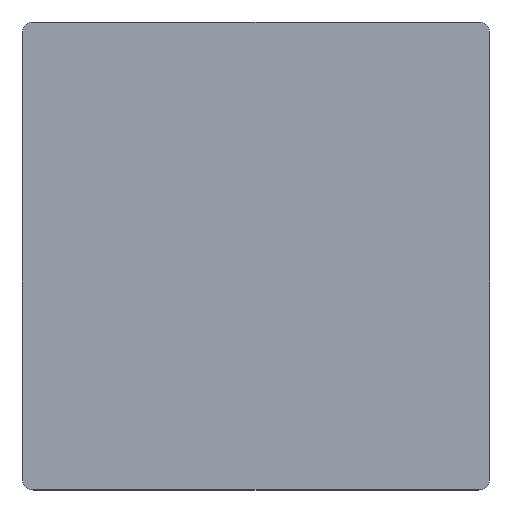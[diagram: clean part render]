
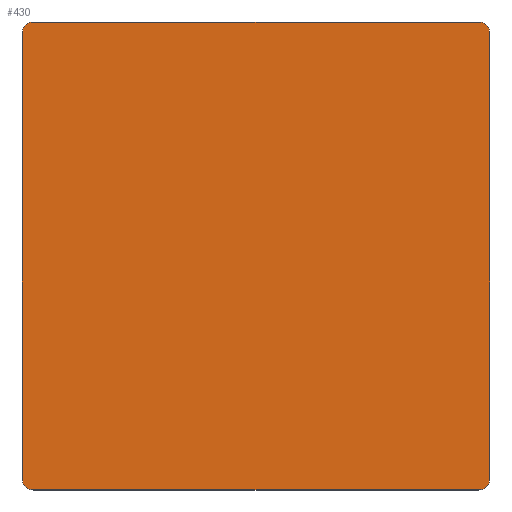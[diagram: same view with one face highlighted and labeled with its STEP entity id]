
A CAD part, top view. The second image highlights one B-rep face of the part: STEP entity #430.
In plain terms, the highlighted planar face has unit normal (0, 0, 1).
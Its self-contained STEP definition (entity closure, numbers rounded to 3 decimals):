
#21 = EDGE_CURVE ( 'NONE', #459, #40, #1230, .T. ) ;
#40 = VERTEX_POINT ( 'NONE', #384 ) ;
#51 = EDGE_CURVE ( 'NONE', #1226, #299, #779, .T. ) ;
#79 = CARTESIAN_POINT ( 'NONE',  ( -20., 20., 3. ) ) ;
#112 = CARTESIAN_POINT ( 'NONE',  ( 20., -20., 3. ) ) ;
#124 = EDGE_CURVE ( 'NONE', #408, #902, #476, .T. ) ;
#134 = ORIENTED_EDGE ( 'NONE', *, *, #21, .T. ) ;
#140 = CARTESIAN_POINT ( 'NONE',  ( -20., 19., 3. ) ) ;
#184 = CARTESIAN_POINT ( 'NONE',  ( -20., -19., 3. ) ) ;
#205 = DIRECTION ( 'NONE',  ( -1., 0., 0. ) ) ;
#207 = DIRECTION ( 'NONE',  ( 0., 0., 1. ) ) ;
#218 = CARTESIAN_POINT ( 'NONE',  ( 19., 19., 3. ) ) ;
#247 = LINE ( 'NONE', #112, #901 ) ;
#248 = ORIENTED_EDGE ( 'NONE', *, *, #1243, .T. ) ;
#249 = LINE ( 'NONE', #991, #725 ) ;
#258 = VERTEX_POINT ( 'NONE', #715 ) ;
#266 = EDGE_LOOP ( 'NONE', ( #316, #471, #995, #134, #592, #1128, #248, #703 ) ) ;
#299 = VERTEX_POINT ( 'NONE', #140 ) ;
#316 = ORIENTED_EDGE ( 'NONE', *, *, #931, .T. ) ;
#318 = DIRECTION ( 'NONE',  ( -1., 0., 0. ) ) ;
#322 = DIRECTION ( 'NONE',  ( 0., 0., 1. ) ) ;
#329 = CARTESIAN_POINT ( 'NONE',  ( -19., 19., 3. ) ) ;
#359 = EDGE_CURVE ( 'NONE', #609, #258, #603, .T. ) ;
#375 = CARTESIAN_POINT ( 'NONE',  ( -19., -19., 3. ) ) ;
#383 = PLANE ( 'NONE',  #1183 ) ;
#384 = CARTESIAN_POINT ( 'NONE',  ( 20., -19., 3. ) ) ;
#408 = VERTEX_POINT ( 'NONE', #1035 ) ;
#430 = ADVANCED_FACE ( 'NONE', ( #974 ), #383, .F. ) ;
#459 = VERTEX_POINT ( 'NONE', #1265 ) ;
#466 = DIRECTION ( 'NONE',  ( -1., 0., 0. ) ) ;
#471 = ORIENTED_EDGE ( 'NONE', *, *, #359, .T. ) ;
#473 = DIRECTION ( 'NONE',  ( -1., 0., 0. ) ) ;
#475 = DIRECTION ( 'NONE',  ( 0., -1., 0. ) ) ;
#476 = CIRCLE ( 'NONE', #1068, 1. ) ;
#477 = DIRECTION ( 'NONE',  ( 0., 0., -1. ) ) ;
#479 = DIRECTION ( 'NONE',  ( 0., 0., 1. ) ) ;
#492 = CARTESIAN_POINT ( 'NONE',  ( 19., -19., 3. ) ) ;
#497 = LINE ( 'NONE', #79, #713 ) ;
#534 = DIRECTION ( 'NONE',  ( 1., 0., 0. ) ) ;
#592 = ORIENTED_EDGE ( 'NONE', *, *, #1119, .T. ) ;
#603 = CIRCLE ( 'NONE', #1197, 1. ) ;
#606 = DIRECTION ( 'NONE',  ( 0., 1., 0. ) ) ;
#609 = VERTEX_POINT ( 'NONE', #184 ) ;
#634 = VECTOR ( 'NONE', #475, 1000. ) ;
#653 = CARTESIAN_POINT ( 'NONE',  ( 19., 20., 3. ) ) ;
#697 = LINE ( 'NONE', #1043, #634 ) ;
#703 = ORIENTED_EDGE ( 'NONE', *, *, #51, .T. ) ;
#713 = VECTOR ( 'NONE', #841, 1000. ) ;
#715 = CARTESIAN_POINT ( 'NONE',  ( -19., -20., 3. ) ) ;
#725 = VECTOR ( 'NONE', #534, 1000. ) ;
#779 = CIRCLE ( 'NONE', #1076, 1. ) ;
#839 = CARTESIAN_POINT ( 'NONE',  ( 0., 0., 3. ) ) ;
#840 = EDGE_CURVE ( 'NONE', #258, #459, #249, .T. ) ;
#841 = DIRECTION ( 'NONE',  ( -1., 0., 0. ) ) ;
#901 = VECTOR ( 'NONE', #606, 1000. ) ;
#902 = VERTEX_POINT ( 'NONE', #653 ) ;
#931 = EDGE_CURVE ( 'NONE', #299, #609, #697, .T. ) ;
#974 = FACE_OUTER_BOUND ( 'NONE', #266, .T. ) ;
#991 = CARTESIAN_POINT ( 'NONE',  ( -20., -20., 3. ) ) ;
#995 = ORIENTED_EDGE ( 'NONE', *, *, #840, .T. ) ;
#1028 = DIRECTION ( 'NONE',  ( 0., 0., 1. ) ) ;
#1035 = CARTESIAN_POINT ( 'NONE',  ( 20., 19., 3. ) ) ;
#1043 = CARTESIAN_POINT ( 'NONE',  ( -20., -20., 3. ) ) ;
#1068 = AXIS2_PLACEMENT_3D ( 'NONE', #218, #207, #205 ) ;
#1076 = AXIS2_PLACEMENT_3D ( 'NONE', #329, #322, #318 ) ;
#1119 = EDGE_CURVE ( 'NONE', #40, #408, #247, .T. ) ;
#1128 = ORIENTED_EDGE ( 'NONE', *, *, #124, .T. ) ;
#1148 = DIRECTION ( 'NONE',  ( -1., 0., 0. ) ) ;
#1183 = AXIS2_PLACEMENT_3D ( 'NONE', #839, #477, #1148 ) ;
#1197 = AXIS2_PLACEMENT_3D ( 'NONE', #375, #1028, #466 ) ;
#1226 = VERTEX_POINT ( 'NONE', #1251 ) ;
#1230 = CIRCLE ( 'NONE', #1238, 1. ) ;
#1238 = AXIS2_PLACEMENT_3D ( 'NONE', #492, #479, #473 ) ;
#1243 = EDGE_CURVE ( 'NONE', #902, #1226, #497, .T. ) ;
#1251 = CARTESIAN_POINT ( 'NONE',  ( -19., 20., 3. ) ) ;
#1265 = CARTESIAN_POINT ( 'NONE',  ( 19., -20., 3. ) ) ;
